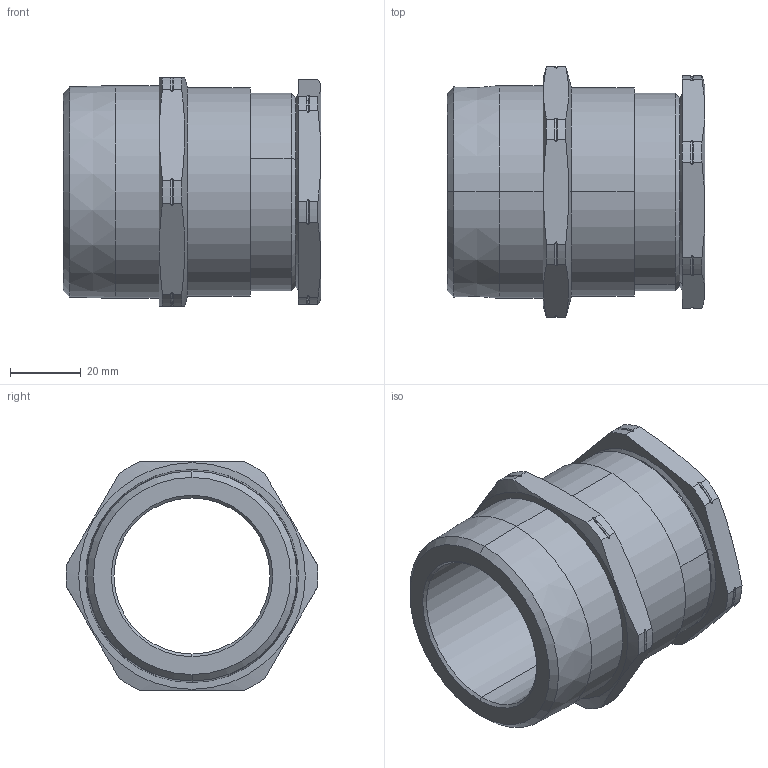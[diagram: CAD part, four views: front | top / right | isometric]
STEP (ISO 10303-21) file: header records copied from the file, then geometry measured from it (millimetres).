
FILE_DESCRIPTION (( 'STEP AP203' ), '1' );
FILE_NAME ('50A2F(E)1001RA036.STEP', '2021-06-15T12:43:41', ( '' ), ( '' ), 'SwSTEP 2.0', 'SolidWorks 2017', '' );
FILE_SCHEMA (( 'CONFIG_CONTROL_DESIGN' ));
Length unit declared in the file: millimetre
Products named in the file (1): 50A2F(E)1001RA036
Bounding box: 73 x 71.14 x 64.7 mm (x, y, z)
Volume: 89900.6 mm3; surface area: 28778.5 mm2
Topology: 1 solids, 1 shells, 100 faces, 260 edges, 166 vertices
Faces by surface type: cylinder 36, torus 26, cone 20, plane 18
Entity records: 3571 total; most frequent: CARTESIAN_POINT 1097, ORIENTED_EDGE 520, DIRECTION 490, EDGE_CURVE 260, AXIS2_PLACEMENT_3D 205, VERTEX_POINT 166, EDGE_LOOP 106, CIRCLE 104
